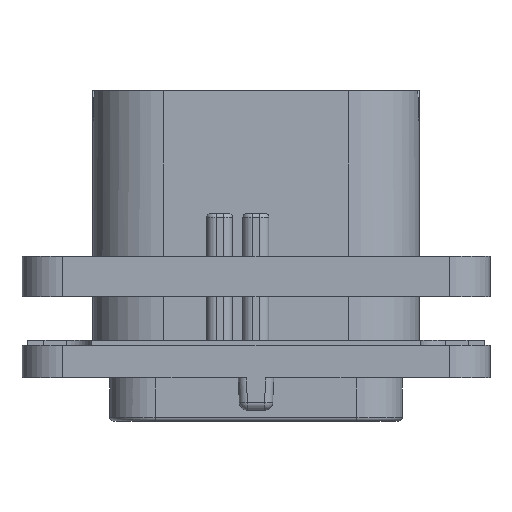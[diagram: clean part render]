
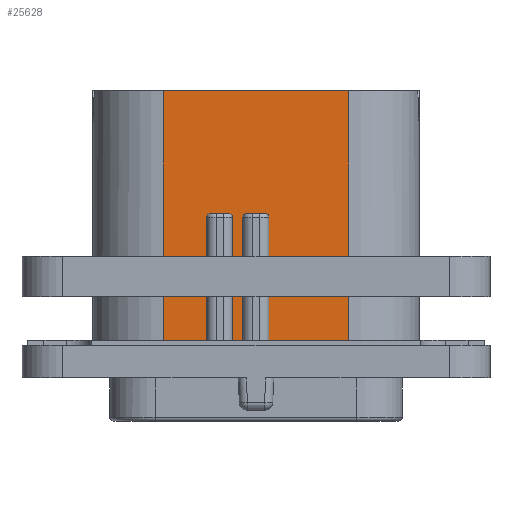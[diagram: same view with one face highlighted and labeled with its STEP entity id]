
A CAD part, front view. The second image highlights one B-rep face of the part: STEP entity #25628.
In plain terms, the highlighted planar face has unit normal (0, -1, 0).
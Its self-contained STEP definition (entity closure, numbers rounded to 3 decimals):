
#1176=DIRECTION('',(1.,0.,0.));
#1177=VECTOR('',#1176,11.4);
#1178=CARTESIAN_POINT('',(-5.7,-9.,17.67));
#1179=LINE('',#1178,#1177);
#5123=DIRECTION('',(1.,0.,0.));
#5124=VECTOR('',#5123,2.66);
#5125=CARTESIAN_POINT('',(-5.7,-9.,2.));
#5126=LINE('',#5125,#5124);
#5135=CARTESIAN_POINT('',(-2.79,-9.,9.87));
#5136=DIRECTION('',(0.,1.,0.));
#5137=DIRECTION('',(-1.,0.,0.));
#5138=AXIS2_PLACEMENT_3D('',#5135,#5136,#5137);
#5167=CARTESIAN_POINT('',(-1.69,-9.,9.87));
#5168=DIRECTION('',(0.,1.,0.));
#5169=DIRECTION('',(0.,0.,1.));
#5170=AXIS2_PLACEMENT_3D('',#5167,#5168,#5169);
#5180=DIRECTION('',(0.,0.,1.));
#5181=VECTOR('',#5180,7.87);
#5182=CARTESIAN_POINT('',(0.8,-9.,2.));
#5183=LINE('',#5182,#5181);
#5184=DIRECTION('',(1.,0.,0.));
#5185=VECTOR('',#5184,1.1);
#5186=CARTESIAN_POINT('',(-0.55,-9.,10.12));
#5187=LINE('',#5186,#5185);
#5188=DIRECTION('',(0.,0.,1.));
#5189=VECTOR('',#5188,7.87);
#5190=CARTESIAN_POINT('',(-0.8,-9.,2.));
#5191=LINE('',#5190,#5189);
#5192=DIRECTION('',(0.,0.,1.));
#5193=VECTOR('',#5192,7.87);
#5194=CARTESIAN_POINT('',(-1.44,-9.,2.));
#5195=LINE('',#5194,#5193);
#5196=DIRECTION('',(1.,0.,0.));
#5197=VECTOR('',#5196,1.1);
#5198=CARTESIAN_POINT('',(-2.79,-9.,10.12));
#5199=LINE('',#5198,#5197);
#5200=DIRECTION('',(0.,0.,1.));
#5201=VECTOR('',#5200,7.87);
#5202=CARTESIAN_POINT('',(-3.04,-9.,2.));
#5203=LINE('',#5202,#5201);
#5204=DIRECTION('',(0.,0.,-1.));
#5205=VECTOR('',#5204,15.67);
#5206=CARTESIAN_POINT('',(-5.7,-9.,17.67));
#5207=LINE('',#5206,#5205);
#5208=DIRECTION('',(0.,0.,-1.));
#5209=VECTOR('',#5208,15.67);
#5210=CARTESIAN_POINT('',(5.7,-9.,17.67));
#5211=LINE('',#5210,#5209);
#5225=CARTESIAN_POINT('',(0.55,-9.,9.87));
#5226=DIRECTION('',(0.,1.,0.));
#5227=DIRECTION('',(0.,0.,1.));
#5228=AXIS2_PLACEMENT_3D('',#5225,#5226,#5227);
#5267=CARTESIAN_POINT('',(-0.55,-9.,9.87));
#5268=DIRECTION('',(0.,1.,0.));
#5269=DIRECTION('',(-1.,0.,0.));
#5270=AXIS2_PLACEMENT_3D('',#5267,#5268,#5269);
#5358=DIRECTION('',(1.,0.,0.));
#5359=VECTOR('',#5358,4.9);
#5360=CARTESIAN_POINT('',(0.8,-9.,2.));
#5361=LINE('',#5360,#5359);
#8941=DIRECTION('',(1.,0.,0.));
#8942=VECTOR('',#8941,0.64);
#8943=CARTESIAN_POINT('',(-1.44,-9.,2.));
#8944=LINE('',#8943,#8942);
#15885=CARTESIAN_POINT('',(-5.7,-9.,17.67));
#15886=CARTESIAN_POINT('',(-5.7,-9.,2.));
#15887=VERTEX_POINT('',#15885);
#15888=VERTEX_POINT('',#15886);
#15889=CARTESIAN_POINT('',(5.7,-9.,17.67));
#15890=CARTESIAN_POINT('',(5.7,-9.,2.));
#15891=VERTEX_POINT('',#15889);
#15892=VERTEX_POINT('',#15890);
#16051=CARTESIAN_POINT('',(-3.04,-9.,2.));
#16052=VERTEX_POINT('',#16051);
#16053=CARTESIAN_POINT('',(-1.44,-9.,2.));
#16054=CARTESIAN_POINT('',(-0.8,-9.,2.));
#16055=VERTEX_POINT('',#16053);
#16056=VERTEX_POINT('',#16054);
#16057=CARTESIAN_POINT('',(0.8,-9.,2.));
#16058=VERTEX_POINT('',#16057);
#18532=CARTESIAN_POINT('',(-1.44,-9.,9.87));
#18534=VERTEX_POINT('',#18532);
#18536=CARTESIAN_POINT('',(-1.69,-9.,10.12));
#18538=VERTEX_POINT('',#18536);
#18559=CARTESIAN_POINT('',(-2.79,-9.,10.12));
#18560=VERTEX_POINT('',#18559);
#18561=CARTESIAN_POINT('',(-3.04,-9.,9.87));
#18562=VERTEX_POINT('',#18561);
#18564=CARTESIAN_POINT('',(0.8,-9.,9.87));
#18566=VERTEX_POINT('',#18564);
#18568=CARTESIAN_POINT('',(0.55,-9.,10.12));
#18570=VERTEX_POINT('',#18568);
#18571=CARTESIAN_POINT('',(-0.55,-9.,10.12));
#18573=VERTEX_POINT('',#18571);
#18575=CARTESIAN_POINT('',(-0.8,-9.,9.87));
#18577=VERTEX_POINT('',#18575);
#25598=CARTESIAN_POINT('',(-10.05,-9.,2.));
#25599=DIRECTION('',(0.,-1.,0.));
#25600=DIRECTION('',(1.,0.,0.));
#25601=AXIS2_PLACEMENT_3D('',#25598,#25599,#25600);
#25602=PLANE('',#25601);
#25604=ORIENTED_EDGE('',*,*,#25603,.T.);
#25606=ORIENTED_EDGE('',*,*,#25605,.F.);
#25608=ORIENTED_EDGE('',*,*,#25607,.F.);
#25610=ORIENTED_EDGE('',*,*,#25609,.F.);
#25612=ORIENTED_EDGE('',*,*,#25611,.F.);
#25614=ORIENTED_EDGE('',*,*,#25613,.F.);
#25615=ORIENTED_EDGE('',*,*,#25589,.T.);
#25616=ORIENTED_EDGE('',*,*,#25578,.F.);
#25617=ORIENTED_EDGE('',*,*,#25563,.F.);
#25618=ORIENTED_EDGE('',*,*,#25544,.F.);
#25619=ORIENTED_EDGE('',*,*,#25529,.F.);
#25620=ORIENTED_EDGE('',*,*,#25514,.F.);
#25621=ORIENTED_EDGE('',*,*,#19951,.F.);
#25622=ORIENTED_EDGE('',*,*,#20136,.T.);
#25623=ORIENTED_EDGE('',*,*,#20396,.T.);
#25625=ORIENTED_EDGE('',*,*,#25624,.F.);
#25626=EDGE_LOOP('',(#25604,#25606,#25608,#25610,#25612,#25614,#25615,#25616,
#25617,#25618,#25619,#25620,#25621,#25622,#25623,#25625));
#25627=FACE_OUTER_BOUND('',#25626,.F.);
#25628=ADVANCED_FACE('',(#25627),#25602,.T.);
#5139=CIRCLE('',#5138,0.25);
#5171=CIRCLE('',#5170,0.25);
#5229=CIRCLE('',#5228,0.25);
#5271=CIRCLE('',#5270,0.25);
#19951=EDGE_CURVE('',#15887,#15888,#5207,.T.);
#20136=EDGE_CURVE('',#15887,#15891,#1179,.T.);
#20396=EDGE_CURVE('',#15891,#15892,#5211,.T.);
#25514=EDGE_CURVE('',#15888,#16052,#5126,.T.);
#25529=EDGE_CURVE('',#16052,#18562,#5203,.T.);
#25544=EDGE_CURVE('',#18562,#18560,#5139,.T.);
#25563=EDGE_CURVE('',#18560,#18538,#5199,.T.);
#25578=EDGE_CURVE('',#18538,#18534,#5171,.T.);
#25589=EDGE_CURVE('',#16055,#18534,#5195,.T.);
#25603=EDGE_CURVE('',#16058,#18566,#5183,.T.);
#25605=EDGE_CURVE('',#18570,#18566,#5229,.T.);
#25607=EDGE_CURVE('',#18573,#18570,#5187,.T.);
#25609=EDGE_CURVE('',#18577,#18573,#5271,.T.);
#25611=EDGE_CURVE('',#16056,#18577,#5191,.T.);
#25613=EDGE_CURVE('',#16055,#16056,#8944,.T.);
#25624=EDGE_CURVE('',#16058,#15892,#5361,.T.);
